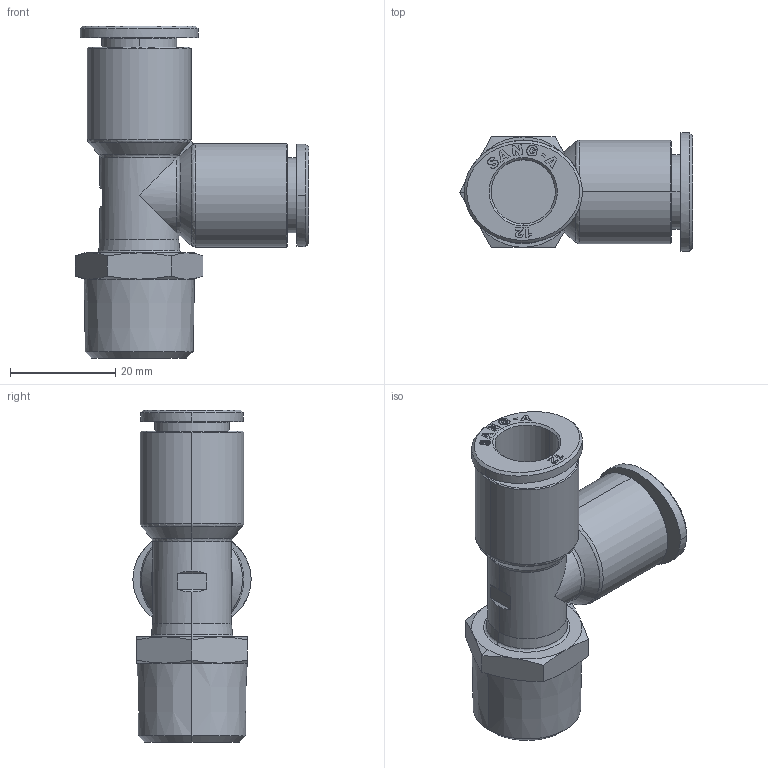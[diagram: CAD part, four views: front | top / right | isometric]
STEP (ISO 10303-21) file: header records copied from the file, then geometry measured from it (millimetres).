
FILE_DESCRIPTION((''),'2;1');
FILE_NAME('GPST 1204(3D).stp','2012-12-26T18:08:13',(''),(''),'Mechanical Desktop.R8.0.24.0','Mechanical Desktop.R8.0.24.0',', , ');
FILE_SCHEMA(('CONFIG_CONTROL_DESIGN'));
Length unit declared in the file: millimetre
Products named in the file (3): GPST 1204(3D); ºÎÇ°1; RM_SDB
Assembly tree (2 placements, depth 2):
  GPST 1204(3D)
    ºÎÇ°1
    RM_SDB
Bounding box: 44.32 x 22.5 x 63.15 mm (x, y, z)
Volume: 17276.4 mm3; surface area: 9256.4 mm2
Topology: 1 solids, 1 shells, 774 faces, 2195 edges, 1445 vertices
Faces by surface type: plane 686, cone 42, bspline 22, cylinder 20, torus 4
Entity records: 25858 total; most frequent: CARTESIAN_POINT 5819, ORIENTED_EDGE 4378, DIRECTION 3735, EDGE_CURVE 2189, VECTOR 2005, LINE 2005, VERTEX_POINT 1445, AXIS2_PLACEMENT_3D 865
